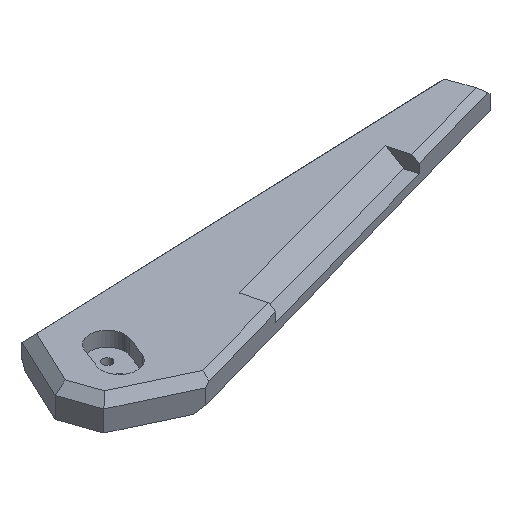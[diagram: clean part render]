
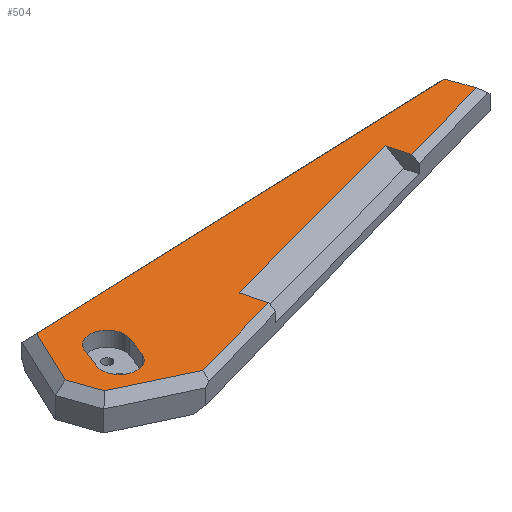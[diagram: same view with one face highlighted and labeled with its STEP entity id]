
A CAD part, isometric view. The second image highlights one B-rep face of the part: STEP entity #504.
In plain terms, the highlighted planar face has unit normal (0, 0, 1).
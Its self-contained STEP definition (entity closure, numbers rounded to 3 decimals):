
#9 = AXIS2_PLACEMENT_3D ( 'NONE', #910, #998, #174 ) ;
#20 = DIRECTION ( 'NONE',  ( 0.962, 0.273, 0. ) ) ;
#62 = DIRECTION ( 'NONE',  ( -0.331, 0.943, 0. ) ) ;
#67 = CARTESIAN_POINT ( 'NONE',  ( 30.251, 26.883, 10. ) ) ;
#73 = VECTOR ( 'NONE', #1006, 1000. ) ;
#74 = CARTESIAN_POINT ( 'NONE',  ( 27.723, 20.251, 10. ) ) ;
#77 = EDGE_CURVE ( 'NONE', #962, #303, #524, .T. ) ;
#94 = ORIENTED_EDGE ( 'NONE', *, *, #208, .F. ) ;
#99 = CIRCLE ( 'NONE', #918, 5.917 ) ;
#106 = CARTESIAN_POINT ( 'NONE',  ( 19.194, 31.098, 10. ) ) ;
#115 = EDGE_CURVE ( 'NONE', #121, #765, #965, .T. ) ;
#118 = DIRECTION ( 'NONE',  ( 0.965, 0.261, 0. ) ) ;
#121 = VERTEX_POINT ( 'NONE', #347 ) ;
#143 = CARTESIAN_POINT ( 'NONE',  ( 16.666, 24.467, 10. ) ) ;
#144 = EDGE_CURVE ( 'NONE', #612, #980, #976, .T. ) ;
#149 = LINE ( 'NONE', #422, #853 ) ;
#153 = EDGE_CURVE ( 'NONE', #1117, #1042, #149, .T. ) ;
#174 = DIRECTION ( 'NONE',  ( 1., 0., 0. ) ) ;
#194 = LINE ( 'NONE', #483, #263 ) ;
#208 = EDGE_CURVE ( 'NONE', #980, #1041, #633, .T. ) ;
#220 = CARTESIAN_POINT ( 'NONE',  ( 33.269, 5.315, 10. ) ) ;
#226 = CARTESIAN_POINT ( 'NONE',  ( 131.431, 33.132, 10. ) ) ;
#229 = EDGE_CURVE ( 'NONE', #1074, #121, #663, .T. ) ;
#235 = EDGE_CURVE ( 'NONE', #803, #701, #1030, .T. ) ;
#257 = VECTOR ( 'NONE', #466, 1000. ) ;
#263 = VECTOR ( 'NONE', #118, 1000. ) ;
#264 = CARTESIAN_POINT ( 'NONE',  ( 6.78, 24.619, 10. ) ) ;
#271 = FACE_BOUND ( 'NONE', #290, .T. ) ;
#284 = DIRECTION ( 'NONE',  ( -0.999, -0.039, 0. ) ) ;
#290 = EDGE_LOOP ( 'NONE', ( #94, #425, #300, #655, #1120 ) ) ;
#300 = ORIENTED_EDGE ( 'NONE', *, *, #471, .F. ) ;
#303 = VERTEX_POINT ( 'NONE', #375 ) ;
#307 = EDGE_CURVE ( 'NONE', #962, #701, #194, .T. ) ;
#340 = ORIENTED_EDGE ( 'NONE', *, *, #1012, .T. ) ;
#341 = VECTOR ( 'NONE', #1144, 1000. ) ;
#346 = CARTESIAN_POINT ( 'NONE',  ( 61.935, 21.807, 10. ) ) ;
#347 = CARTESIAN_POINT ( 'NONE',  ( 10.749, 15.925, 10. ) ) ;
#363 = CARTESIAN_POINT ( 'NONE',  ( 129.473, 40.04, 10. ) ) ;
#373 = LINE ( 'NONE', #639, #557 ) ;
#375 = CARTESIAN_POINT ( 'NONE',  ( 64.034, 14.033, 10. ) ) ;
#381 = DIRECTION ( 'NONE',  ( 0.331, -0.943, 0. ) ) ;
#382 = VECTOR ( 'NONE', #880, 1000. ) ;
#400 = CIRCLE ( 'NONE', #424, 5.917 ) ;
#406 = CARTESIAN_POINT ( 'NONE',  ( 64.555, 12.102, 10. ) ) ;
#407 = VERTEX_POINT ( 'NONE', #887 ) ;
#413 = EDGE_LOOP ( 'NONE', ( #734, #680, #993, #810, #340, #903, #951, #682, #525, #938 ) ) ;
#418 = VERTEX_POINT ( 'NONE', #143 ) ;
#422 = CARTESIAN_POINT ( 'NONE',  ( 158.181, 51.717, 10. ) ) ;
#424 = AXIS2_PLACEMENT_3D ( 'NONE', #493, #1043, #684 ) ;
#425 = ORIENTED_EDGE ( 'NONE', *, *, #144, .F. ) ;
#429 = EDGE_CURVE ( 'NONE', #1041, #635, #400, .T. ) ;
#432 = CARTESIAN_POINT ( 'NONE',  ( 30.251, 26.883, 10. ) ) ;
#466 = DIRECTION ( 'NONE',  ( -0.356, -0.934, 0. ) ) ;
#471 = EDGE_CURVE ( 'NONE', #418, #612, #99, .T. ) ;
#474 = CARTESIAN_POINT ( 'NONE',  ( 161.815, 41.743, 10. ) ) ;
#483 = CARTESIAN_POINT ( 'NONE',  ( 129.534, 40.056, 10. ) ) ;
#484 = VECTOR ( 'NONE', #381, 1000. ) ;
#493 = CARTESIAN_POINT ( 'NONE',  ( 24.722, 28.99, 10. ) ) ;
#503 = DIRECTION ( 'NONE',  ( 1., 0., 0. ) ) ;
#504 = ADVANCED_FACE ( 'NONE', ( #892, #271 ), #625, .T. ) ;
#506 = DIRECTION ( 'NONE',  ( 0.261, -0.965, 0. ) ) ;
#524 = LINE ( 'NONE', #406, #969 ) ;
#525 = ORIENTED_EDGE ( 'NONE', *, *, #77, .F. ) ;
#534 = LINE ( 'NONE', #264, #716 ) ;
#555 = CARTESIAN_POINT ( 'NONE',  ( 64.01, 14.026, 10. ) ) ;
#557 = VECTOR ( 'NONE', #284, 1000. ) ;
#558 = CARTESIAN_POINT ( 'NONE',  ( 19.194, 31.098, 10. ) ) ;
#565 = DIRECTION ( 'NONE',  ( 1., 0., 0. ) ) ;
#592 = VECTOR ( 'NONE', #737, 1000. ) ;
#612 = VERTEX_POINT ( 'NONE', #74 ) ;
#614 = VECTOR ( 'NONE', #20, 1000. ) ;
#625 = PLANE ( 'NONE',  #9 ) ;
#633 = CIRCLE ( 'NONE', #758, 5.917 ) ;
#635 = VERTEX_POINT ( 'NONE', #558 ) ;
#639 = CARTESIAN_POINT ( 'NONE',  ( 14.121, 43.995, 10. ) ) ;
#645 = CARTESIAN_POINT ( 'NONE',  ( 30.639, 28.99, 10. ) ) ;
#649 = CARTESIAN_POINT ( 'NONE',  ( 130.837, 35.229, 10. ) ) ;
#655 = ORIENTED_EDGE ( 'NONE', *, *, #1116, .F. ) ;
#663 = LINE ( 'NONE', #919, #484 ) ;
#680 = ORIENTED_EDGE ( 'NONE', *, *, #1019, .T. ) ;
#682 = ORIENTED_EDGE ( 'NONE', *, *, #1107, .T. ) ;
#684 = DIRECTION ( 'NONE',  ( 1., 0., 0. ) ) ;
#701 = VERTEX_POINT ( 'NONE', #363 ) ;
#716 = VECTOR ( 'NONE', #1000, 1000. ) ;
#734 = ORIENTED_EDGE ( 'NONE', *, *, #235, .F. ) ;
#737 = DIRECTION ( 'NONE',  ( 0.962, 0.273, 0. ) ) ;
#747 = LINE ( 'NONE', #106, #257 ) ;
#757 = CARTESIAN_POINT ( 'NONE',  ( 158.915, 49.628, 10. ) ) ;
#758 = AXIS2_PLACEMENT_3D ( 'NONE', #1115, #1011, #565 ) ;
#765 = VERTEX_POINT ( 'NONE', #220 ) ;
#786 = CARTESIAN_POINT ( 'NONE',  ( 32.907, 5.485, 10. ) ) ;
#803 = VERTEX_POINT ( 'NONE', #226 ) ;
#810 = ORIENTED_EDGE ( 'NONE', *, *, #1085, .T. ) ;
#828 = LINE ( 'NONE', #474, #592 ) ;
#853 = VECTOR ( 'NONE', #62, 1000. ) ;
#880 = DIRECTION ( 'NONE',  ( 0.356, 0.934, 0. ) ) ;
#887 = CARTESIAN_POINT ( 'NONE',  ( 15.942, 44.066, 10. ) ) ;
#892 = FACE_OUTER_BOUND ( 'NONE', #413, .T. ) ;
#903 = ORIENTED_EDGE ( 'NONE', *, *, #229, .T. ) ;
#909 = CARTESIAN_POINT ( 'NONE',  ( 7.304, 25.732, 10. ) ) ;
#910 = CARTESIAN_POINT ( 'NONE',  ( 0., 0., 10. ) ) ;
#918 = AXIS2_PLACEMENT_3D ( 'NONE', #1145, #961, #503 ) ;
#919 = CARTESIAN_POINT ( 'NONE',  ( 11.165, 14.74, 10. ) ) ;
#938 = ORIENTED_EDGE ( 'NONE', *, *, #307, .T. ) ;
#951 = ORIENTED_EDGE ( 'NONE', *, *, #115, .T. ) ;
#961 = DIRECTION ( 'NONE',  ( 0., 0., 1. ) ) ;
#962 = VERTEX_POINT ( 'NONE', #346 ) ;
#965 = LINE ( 'NONE', #786, #341 ) ;
#969 = VECTOR ( 'NONE', #506, 1000. ) ;
#976 = LINE ( 'NONE', #432, #382 ) ;
#980 = VERTEX_POINT ( 'NONE', #67 ) ;
#993 = ORIENTED_EDGE ( 'NONE', *, *, #153, .T. ) ;
#998 = DIRECTION ( 'NONE',  ( 0., 0., 1. ) ) ;
#1000 = DIRECTION ( 'NONE',  ( -0.426, -0.905, 0. ) ) ;
#1006 = DIRECTION ( 'NONE',  ( -0.273, 0.962, 0. ) ) ;
#1011 = DIRECTION ( 'NONE',  ( 0., 0., 1. ) ) ;
#1012 = EDGE_CURVE ( 'NONE', #407, #1074, #534, .T. ) ;
#1019 = EDGE_CURVE ( 'NONE', #803, #1117, #828, .T. ) ;
#1030 = LINE ( 'NONE', #649, #73 ) ;
#1041 = VERTEX_POINT ( 'NONE', #645 ) ;
#1042 = VERTEX_POINT ( 'NONE', #757 ) ;
#1043 = DIRECTION ( 'NONE',  ( 0., 0., 1. ) ) ;
#1074 = VERTEX_POINT ( 'NONE', #909 ) ;
#1085 = EDGE_CURVE ( 'NONE', #1042, #407, #373, .T. ) ;
#1104 = CARTESIAN_POINT ( 'NONE',  ( 161.697, 41.709, 10. ) ) ;
#1107 = EDGE_CURVE ( 'NONE', #765, #303, #1110, .T. ) ;
#1110 = LINE ( 'NONE', #555, #614 ) ;
#1115 = CARTESIAN_POINT ( 'NONE',  ( 24.722, 28.99, 10. ) ) ;
#1116 = EDGE_CURVE ( 'NONE', #635, #418, #747, .T. ) ;
#1117 = VERTEX_POINT ( 'NONE', #1104 ) ;
#1120 = ORIENTED_EDGE ( 'NONE', *, *, #429, .F. ) ;
#1144 = DIRECTION ( 'NONE',  ( 0.905, -0.426, 0. ) ) ;
#1145 = CARTESIAN_POINT ( 'NONE',  ( 22.194, 22.359, 10. ) ) ;
